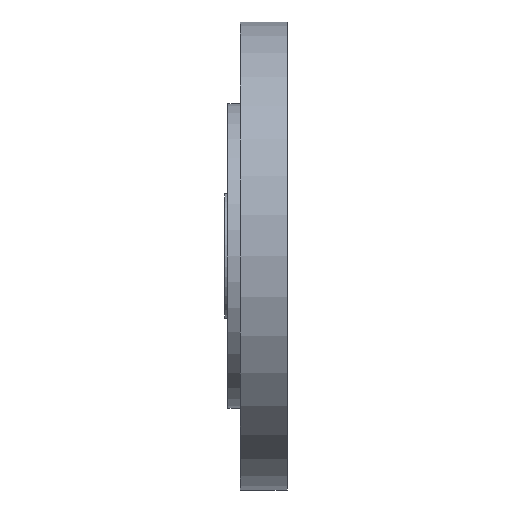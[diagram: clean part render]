
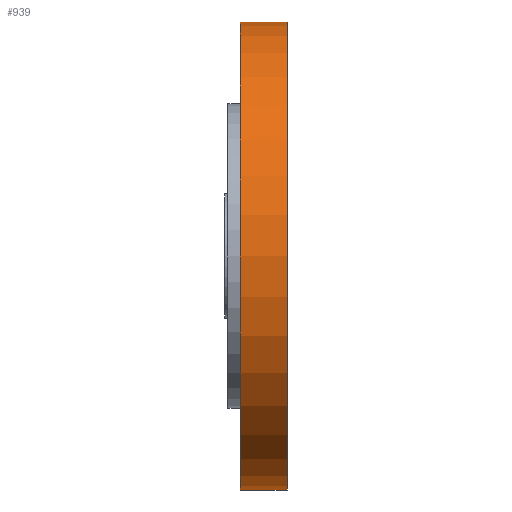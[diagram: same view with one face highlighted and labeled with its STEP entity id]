
A CAD part, left-side view. The second image highlights one B-rep face of the part: STEP entity #939.
In plain terms, the highlighted cylindrical face has radius 150 mm (diameter 300 mm), a partial arc.
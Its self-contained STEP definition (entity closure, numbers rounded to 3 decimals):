
#38 = EDGE_CURVE ( 'NONE', #392, #1132, #57, .T. ) ;
#57 = CIRCLE ( 'NONE', #605, 150. ) ;
#64 = CARTESIAN_POINT ( 'NONE',  ( 0., 30., 150. ) ) ;
#118 = LINE ( 'NONE', #422, #195 ) ;
#159 = VERTEX_POINT ( 'NONE', #495 ) ;
#195 = VECTOR ( 'NONE', #1259, 1000. ) ;
#211 = VECTOR ( 'NONE', #1224, 1000. ) ;
#292 = ORIENTED_EDGE ( 'NONE', *, *, #829, .T. ) ;
#294 = CARTESIAN_POINT ( 'NONE',  ( 0., 0., -150. ) ) ;
#334 = FACE_OUTER_BOUND ( 'NONE', #986, .T. ) ;
#386 = EDGE_CURVE ( 'NONE', #392, #159, #118, .T. ) ;
#392 = VERTEX_POINT ( 'NONE', #64 ) ;
#422 = CARTESIAN_POINT ( 'NONE',  ( 0., 0., 150. ) ) ;
#425 = DIRECTION ( 'NONE',  ( 0., -1., 0. ) ) ;
#431 = DIRECTION ( 'NONE',  ( 0., 0., -1. ) ) ;
#461 = LINE ( 'NONE', #294, #211 ) ;
#467 = DIRECTION ( 'NONE',  ( 0., 0., -1. ) ) ;
#475 = ORIENTED_EDGE ( 'NONE', *, *, #38, .T. ) ;
#484 = AXIS2_PLACEMENT_3D ( 'NONE', #1017, #425, #431 ) ;
#495 = CARTESIAN_POINT ( 'NONE',  ( 0., 0., 150. ) ) ;
#577 = CYLINDRICAL_SURFACE ( 'NONE', #962, 150. ) ;
#605 = AXIS2_PLACEMENT_3D ( 'NONE', #1063, #1185, #467 ) ;
#679 = ORIENTED_EDGE ( 'NONE', *, *, #1288, .F. ) ;
#804 = DIRECTION ( 'NONE',  ( 0., 0., -1. ) ) ;
#829 = EDGE_CURVE ( 'NONE', #1132, #1506, #461, .T. ) ;
#909 = CIRCLE ( 'NONE', #484, 150. ) ;
#939 = ADVANCED_FACE ( 'NONE', ( #334 ), #577, .T. ) ;
#943 = CARTESIAN_POINT ( 'NONE',  ( 0., 0., -150. ) ) ;
#962 = AXIS2_PLACEMENT_3D ( 'NONE', #1406, #1411, #804 ) ;
#986 = EDGE_LOOP ( 'NONE', ( #1228, #475, #292, #679 ) ) ;
#1017 = CARTESIAN_POINT ( 'NONE',  ( 0., 0., 0. ) ) ;
#1063 = CARTESIAN_POINT ( 'NONE',  ( 0., 30., 0. ) ) ;
#1132 = VERTEX_POINT ( 'NONE', #1341 ) ;
#1185 = DIRECTION ( 'NONE',  ( 0., -1., 0. ) ) ;
#1224 = DIRECTION ( 'NONE',  ( 0., -1., 0. ) ) ;
#1228 = ORIENTED_EDGE ( 'NONE', *, *, #386, .F. ) ;
#1259 = DIRECTION ( 'NONE',  ( 0., -1., 0. ) ) ;
#1288 = EDGE_CURVE ( 'NONE', #159, #1506, #909, .T. ) ;
#1341 = CARTESIAN_POINT ( 'NONE',  ( 0., 30., -150. ) ) ;
#1406 = CARTESIAN_POINT ( 'NONE',  ( 0., 0., 0. ) ) ;
#1411 = DIRECTION ( 'NONE',  ( 0., -1., 0. ) ) ;
#1506 = VERTEX_POINT ( 'NONE', #943 ) ;
